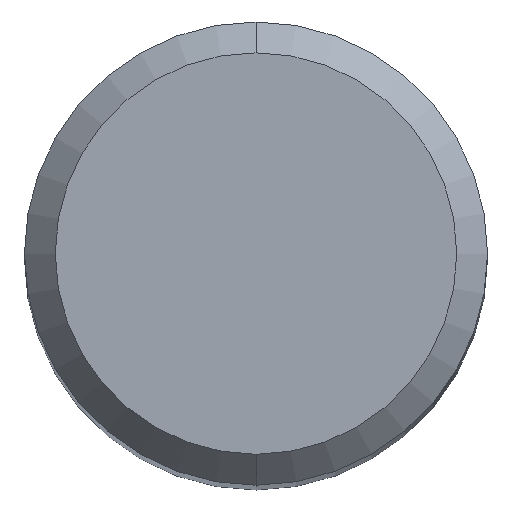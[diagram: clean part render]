
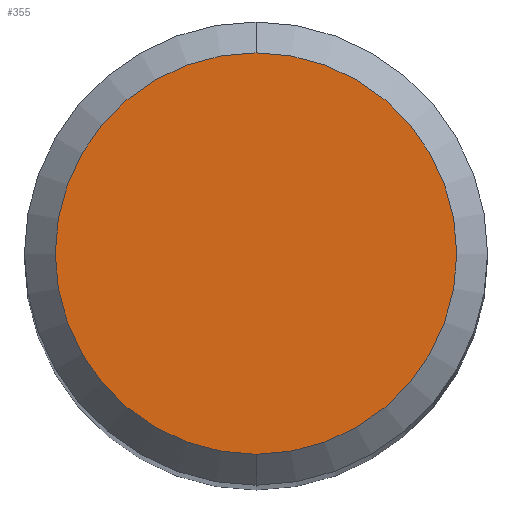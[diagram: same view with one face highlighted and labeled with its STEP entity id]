
A CAD part, top view. The second image highlights one B-rep face of the part: STEP entity #355.
In plain terms, the highlighted planar face has unit normal (0, 0, 1).
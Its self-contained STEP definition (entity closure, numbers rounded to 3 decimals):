
#239=EDGE_CURVE('',#277,#319,#550,.T.);
#277=VERTEX_POINT('',#594);
#319=VERTEX_POINT('',#639);
#333=EDGE_CURVE('',#319,#277,#654,.T.);
#355=ADVANCED_FACE('',(#678),#679,.T.);
#550=CIRCLE('',#957,2.6);
#594=CARTESIAN_POINT('',(0.,-2.6,0.0));
#639=CARTESIAN_POINT('',(0.0,2.6,0.0));
#654=CIRCLE('',#1111,2.6);
#678=FACE_OUTER_BOUND('',#1169,.T.);
#679=PLANE('',#1170);
#957=AXIS2_PLACEMENT_3D('',#1494,#1495,#1496);
#1111=AXIS2_PLACEMENT_3D('',#1621,#1622,#1623);
#1169=EDGE_LOOP('',(#1657,#1658));
#1170=AXIS2_PLACEMENT_3D('',#1659,#1660,#1661);
#1494=CARTESIAN_POINT('',(0.0,0.0,0.0));
#1495=DIRECTION('',(0.0,0.0,-1.0));
#1496=DIRECTION('',(0.0,1.0,0.0));
#1621=CARTESIAN_POINT('',(0.0,0.0,0.0));
#1622=DIRECTION('',(0.0,0.0,-1.0));
#1623=DIRECTION('',(0.0,1.0,0.0));
#1657=ORIENTED_EDGE('',*,*,#333,.F.);
#1658=ORIENTED_EDGE('',*,*,#239,.F.);
#1659=CARTESIAN_POINT('',(0.0,1.3,0.0));
#1660=DIRECTION('',(-0.0,0.0,1.0));
#1661=DIRECTION('',(0.0,-1.0,0.0));
